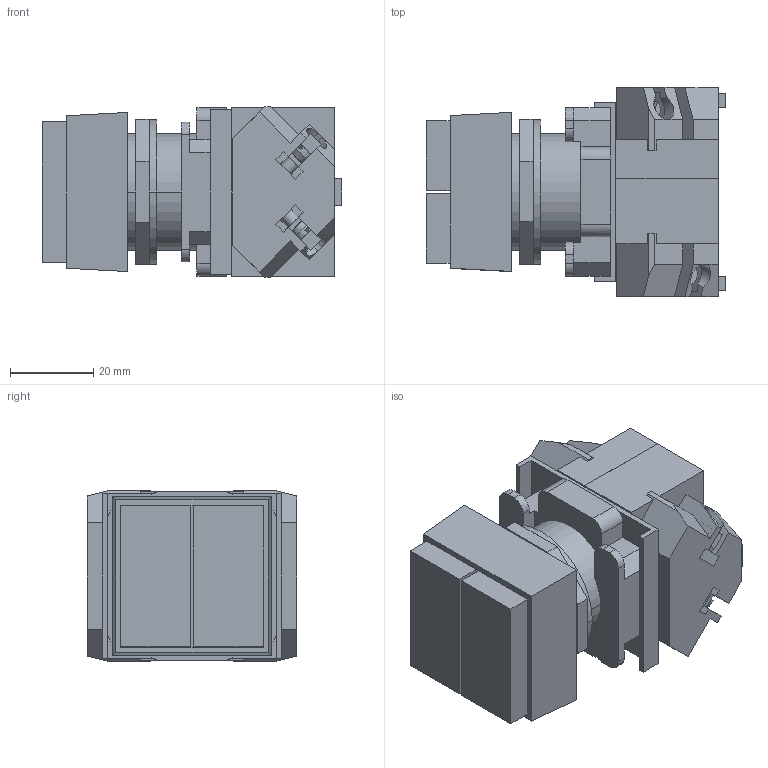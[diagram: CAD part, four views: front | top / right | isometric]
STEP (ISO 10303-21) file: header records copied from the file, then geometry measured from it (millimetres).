
FILE_DESCRIPTION((''),'2;1');
FILE_NAME('9001KXRC136_3D-SIMPLIFIED-1_ASM','2021-07-19T15:43:35',('melanie.cordero'),(''),'CREO PARAMETRIC BY PTC INC, 2018260','CREO PARAMETRIC BY PTC INC, 2018260','');
FILE_SCHEMA(('CONFIG_CONTROL_DESIGN'));
Length unit declared in the file: inch
Products named in the file (7): PLATINE; ECROU; AVANT; ARRIERE-1; ARRIERE-2; VIS; 9001KXRC136_3D-SIMPLIFIED-1_ASM
Assembly tree (9 placements, depth 2):
  9001KXRC136_3D-SIMPLIFIED-1_ASM
    PLATINE
    ECROU
    AVANT
    ARRIERE-1
    ARRIERE-2
    VIS  x4
Bounding box: 72.04 x 50.39 x 41.09 mm (x, y, z)
Volume: 84690.8 mm3; surface area: 31501.6 mm2
Topology: 9 solids, 9 shells, 432 faces, 1181 edges, 781 vertices
Faces by surface type: plane 318, cylinder 102, cone 8, extrusion 4
Entity records: 12842 total; most frequent: CARTESIAN_POINT 2343, ORIENTED_EDGE 2182, DIRECTION 2103, EDGE_CURVE 1091, VECTOR 863, LINE 859, VERTEX_POINT 721, AXIS2_PLACEMENT_3D 620
